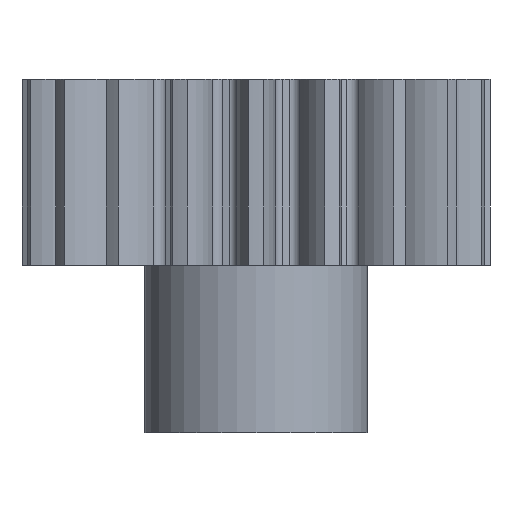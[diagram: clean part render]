
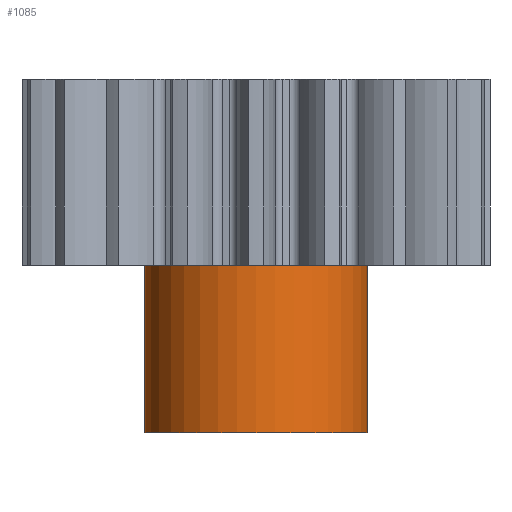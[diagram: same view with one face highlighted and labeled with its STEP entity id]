
A CAD part, front view. The second image highlights one B-rep face of the part: STEP entity #1085.
In plain terms, the highlighted cylindrical face has radius 6 mm (diameter 12 mm), a partial arc.
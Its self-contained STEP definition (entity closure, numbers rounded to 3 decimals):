
#1017 = EDGE_LOOP ( 'NONE', ( #1088, #1051, #1027, #1047 ) ) ;
#1027 = ORIENTED_EDGE ( 'NONE', *, *, #1296, .T. ) ;
#1047 = ORIENTED_EDGE ( 'NONE', *, *, #1087, .T. ) ;
#1051 = ORIENTED_EDGE ( 'NONE', *, *, #1100, .T. ) ;
#1085 = ADVANCED_FACE ( 'NONE', ( #3834 ), #3830, .T. ) ;
#1087 = EDGE_CURVE ( 'NONE', #1311, #1294, #3848, .T. ) ;
#1088 = ORIENTED_EDGE ( 'NONE', *, *, #1169, .F. ) ;
#1100 = EDGE_CURVE ( 'NONE', #1322, #1259, #3874, .T. ) ;
#1169 = EDGE_CURVE ( 'NONE', #1322, #1294, #3765, .T. ) ;
#1259 = VERTEX_POINT ( 'NONE', #4283 ) ;
#1294 = VERTEX_POINT ( 'NONE', #4285 ) ;
#1296 = EDGE_CURVE ( 'NONE', #1259, #1311, #4205, .T. ) ;
#1311 = VERTEX_POINT ( 'NONE', #4168 ) ;
#1322 = VERTEX_POINT ( 'NONE', #4140 ) ;
#3765 = LINE ( 'NONE', #3913, #3912 ) ;
#3827 = DIRECTION ( 'NONE',  ( 1., 0., 0. ) ) ;
#3828 = DIRECTION ( 'NONE',  ( 0., 0., 1. ) ) ;
#3830 = CYLINDRICAL_SURFACE ( 'NONE', #3831, 6. ) ;
#3831 = AXIS2_PLACEMENT_3D ( 'NONE', #3843, #3828, #3827 ) ;
#3834 = FACE_OUTER_BOUND ( 'NONE', #1017, .T. ) ;
#3843 = CARTESIAN_POINT ( 'NONE',  ( 0., 0., -9. ) ) ;
#3848 = CIRCLE ( 'NONE', #3880, 6. ) ;
#3864 = DIRECTION ( 'NONE',  ( 1., 0., 0. ) ) ;
#3865 = DIRECTION ( 'NONE',  ( 0., 0., 1. ) ) ;
#3866 = CARTESIAN_POINT ( 'NONE',  ( 0., 0., -9. ) ) ;
#3867 = AXIS2_PLACEMENT_3D ( 'NONE', #3866, #3865, #3864 ) ;
#3874 = CIRCLE ( 'NONE', #3867, 6. ) ;
#3877 = DIRECTION ( 'NONE',  ( -1., 0., 0. ) ) ;
#3878 = DIRECTION ( 'NONE',  ( 0., 0., -1. ) ) ;
#3879 = CARTESIAN_POINT ( 'NONE',  ( 0., 0., 1.5 ) ) ;
#3880 = AXIS2_PLACEMENT_3D ( 'NONE', #3879, #3878, #3877 ) ;
#3911 = DIRECTION ( 'NONE',  ( 0., 0., 1. ) ) ;
#3912 = VECTOR ( 'NONE', #3911, 1000. ) ;
#3913 = CARTESIAN_POINT ( 'NONE',  ( -6., 0., -9. ) ) ;
#4140 = CARTESIAN_POINT ( 'NONE',  ( -6., 0., -9. ) ) ;
#4168 = CARTESIAN_POINT ( 'NONE',  ( 6., 0., 1.5 ) ) ;
#4170 = DIRECTION ( 'NONE',  ( 0., 0., 1. ) ) ;
#4171 = VECTOR ( 'NONE', #4170, 1000. ) ;
#4205 = LINE ( 'NONE', #4238, #4171 ) ;
#4238 = CARTESIAN_POINT ( 'NONE',  ( 6., 0., -9. ) ) ;
#4283 = CARTESIAN_POINT ( 'NONE',  ( 6., 0., -9. ) ) ;
#4285 = CARTESIAN_POINT ( 'NONE',  ( -6., 0., 1.5 ) ) ;
